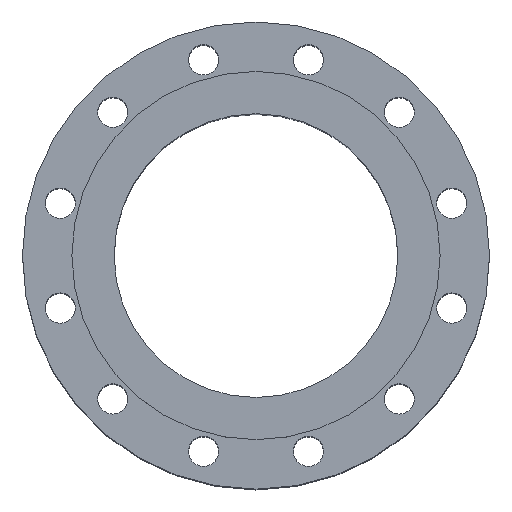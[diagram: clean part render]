
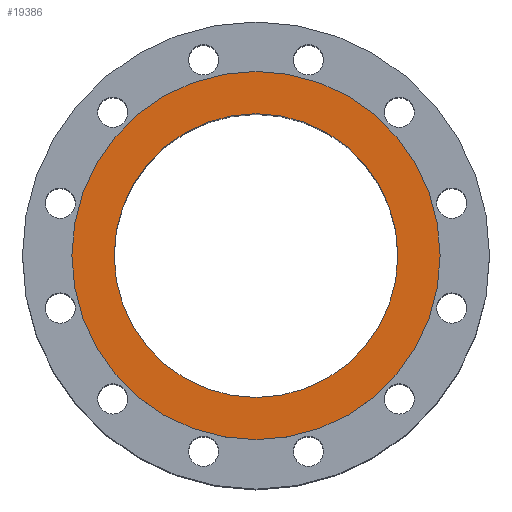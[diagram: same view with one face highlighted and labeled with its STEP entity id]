
A CAD part, top view. The second image highlights one B-rep face of the part: STEP entity #19386.
In plain terms, the highlighted planar face has unit normal (0, 0, 1).
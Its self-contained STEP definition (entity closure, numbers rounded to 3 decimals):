
#806 = EDGE_LOOP ( 'NONE', ( #26397, #8633 ) ) ;
#1003 = FACE_BOUND ( 'NONE', #4088, .T. ) ;
#2578 = CARTESIAN_POINT ( 'NONE',  ( 0., 0., 0. ) ) ;
#4088 = EDGE_LOOP ( 'NONE', ( #5870, #12421 ) ) ;
#4786 = AXIS2_PLACEMENT_3D ( 'NONE', #2578, #13770, #25671 ) ;
#5114 = CARTESIAN_POINT ( 'NONE',  ( 103.25, 0., 0. ) ) ;
#5149 = EDGE_CURVE ( 'NONE', #10500, #10479, #26177, .T. ) ;
#5870 = ORIENTED_EDGE ( 'NONE', *, *, #14835, .F. ) ;
#6502 = CARTESIAN_POINT ( 'NONE',  ( -134., 0., 0. ) ) ;
#6826 = AXIS2_PLACEMENT_3D ( 'NONE', #25976, #14670, #21767 ) ;
#6880 = VERTEX_POINT ( 'NONE', #21563 ) ;
#7686 = CIRCLE ( 'NONE', #4786, 134. ) ;
#8633 = ORIENTED_EDGE ( 'NONE', *, *, #18385, .T. ) ;
#10387 = FACE_OUTER_BOUND ( 'NONE', #806, .T. ) ;
#10479 = VERTEX_POINT ( 'NONE', #5114 ) ;
#10500 = VERTEX_POINT ( 'NONE', #23658 ) ;
#12421 = ORIENTED_EDGE ( 'NONE', *, *, #5149, .F. ) ;
#12777 = EDGE_CURVE ( 'NONE', #6880, #26542, #7686, .T. ) ;
#13189 = AXIS2_PLACEMENT_3D ( 'NONE', #20141, #29784, #17722 ) ;
#13770 = DIRECTION ( 'NONE',  ( 0., 0., 1. ) ) ;
#14043 = CIRCLE ( 'NONE', #6826, 134. ) ;
#14670 = DIRECTION ( 'NONE',  ( 0., 0., 1. ) ) ;
#14751 = DIRECTION ( 'NONE',  ( -1., 0., 0. ) ) ;
#14835 = EDGE_CURVE ( 'NONE', #10479, #10500, #29390, .T. ) ;
#15204 = DIRECTION ( 'NONE',  ( 0., 0., -1. ) ) ;
#16186 = DIRECTION ( 'NONE',  ( 1., 0., 0. ) ) ;
#16333 = CARTESIAN_POINT ( 'NONE',  ( 0., 0., 0. ) ) ;
#17722 = DIRECTION ( 'NONE',  ( 1., 0., 0. ) ) ;
#18385 = EDGE_CURVE ( 'NONE', #26542, #6880, #14043, .T. ) ;
#19386 = ADVANCED_FACE ( 'NONE', ( #1003, #10387 ), #24239, .F. ) ;
#20141 = CARTESIAN_POINT ( 'NONE',  ( 0., 0., 0. ) ) ;
#21563 = CARTESIAN_POINT ( 'NONE',  ( 134., 0., 0. ) ) ;
#21767 = DIRECTION ( 'NONE',  ( 1., 0., 0. ) ) ;
#21850 = CARTESIAN_POINT ( 'NONE',  ( 0., 134., 0. ) ) ;
#22658 = AXIS2_PLACEMENT_3D ( 'NONE', #16333, #22971, #16186 ) ;
#22971 = DIRECTION ( 'NONE',  ( 0., 0., 1. ) ) ;
#23658 = CARTESIAN_POINT ( 'NONE',  ( -103.25, 0., 0. ) ) ;
#24152 = AXIS2_PLACEMENT_3D ( 'NONE', #21850, #15204, #14751 ) ;
#24239 = PLANE ( 'NONE',  #24152 ) ;
#25671 = DIRECTION ( 'NONE',  ( 1., 0., 0. ) ) ;
#25976 = CARTESIAN_POINT ( 'NONE',  ( 0., 0., 0. ) ) ;
#26177 = CIRCLE ( 'NONE', #13189, 103.25 ) ;
#26397 = ORIENTED_EDGE ( 'NONE', *, *, #12777, .T. ) ;
#26542 = VERTEX_POINT ( 'NONE', #6502 ) ;
#29390 = CIRCLE ( 'NONE', #22658, 103.25 ) ;
#29784 = DIRECTION ( 'NONE',  ( 0., 0., 1. ) ) ;
